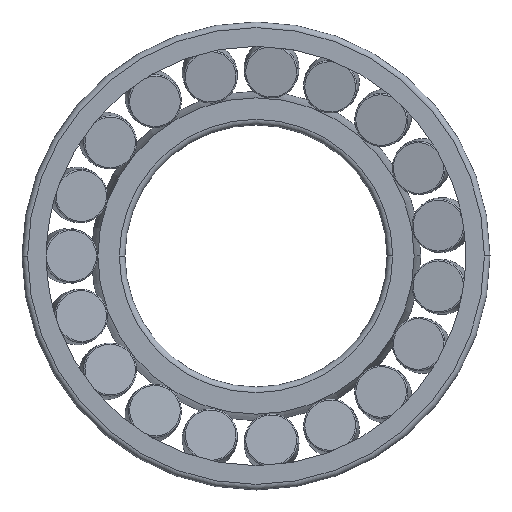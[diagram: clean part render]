
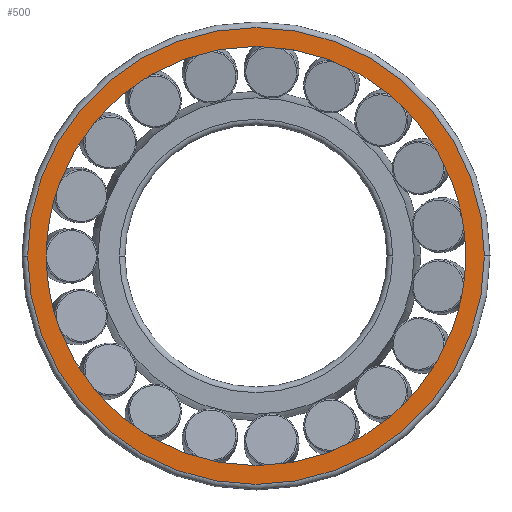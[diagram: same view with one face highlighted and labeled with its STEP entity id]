
A CAD part, left-side view. The second image highlights one B-rep face of the part: STEP entity #500.
In plain terms, the highlighted planar face has unit normal (-1, 0, 0).
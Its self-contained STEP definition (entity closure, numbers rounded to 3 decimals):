
#500=ADVANCED_FACE('',(#1320,#1321),#1322,.T.);
#1320=FACE_OUTER_BOUND('',#2534,.T.);
#1321=FACE_BOUND('',#2535,.T.);
#1322=PLANE('',#2536);
#2534=EDGE_LOOP('',(#3732,#3733));
#2535=EDGE_LOOP('',(#3734,#3735,#3736));
#2536=AXIS2_PLACEMENT_3D('',#3737,#3738,#3739);
#3732=ORIENTED_EDGE('',*,*,#6351,.F.);
#3733=ORIENTED_EDGE('',*,*,#6401,.F.);
#3734=ORIENTED_EDGE('',*,*,#6397,.T.);
#3735=ORIENTED_EDGE('',*,*,#6356,.T.);
#3736=ORIENTED_EDGE('',*,*,#6398,.T.);
#3737=CARTESIAN_POINT('',(0.0,0.,58.497));
#3738=DIRECTION('',(-1.0,-0.0,0.0));
#3739=DIRECTION('',(0.0,0.0,1.0));
#6351=EDGE_CURVE('',#7429,#7432,#7433,.T.);
#6356=EDGE_CURVE('',#7440,#7437,#7441,.T.);
#6397=EDGE_CURVE('',#7494,#7440,#7495,.T.);
#6398=EDGE_CURVE('',#7437,#7494,#7496,.T.);
#6401=EDGE_CURVE('',#7432,#7429,#7499,.T.);
#7429=VERTEX_POINT('',#8938);
#7432=VERTEX_POINT('',#8941);
#7433=CIRCLE('',#8942,61.);
#7437=VERTEX_POINT('',#8946);
#7440=VERTEX_POINT('',#8949);
#7441=CIRCLE('',#8950,55.994);
#7494=VERTEX_POINT('',#9211);
#7495=CIRCLE('',#9212,55.994);
#7496=CIRCLE('',#9213,55.994);
#7499=CIRCLE('',#9216,61.);
#8938=CARTESIAN_POINT('',(0.0,61.,0.));
#8941=CARTESIAN_POINT('',(0.0,-61.,0.));
#8942=AXIS2_PLACEMENT_3D('',#10657,#10658,#10659);
#8946=CARTESIAN_POINT('',(0.0,55.994,0.));
#8949=CARTESIAN_POINT('',(0.0,-55.994,0.));
#8950=AXIS2_PLACEMENT_3D('',#10669,#10670,#10671);
#9211=CARTESIAN_POINT('',(0.0,0.,55.994));
#9212=AXIS2_PLACEMENT_3D('',#10727,#10728,#10729);
#9213=AXIS2_PLACEMENT_3D('',#10730,#10731,#10732);
#9216=AXIS2_PLACEMENT_3D('',#10736,#10737,#10738);
#10657=CARTESIAN_POINT('',(0.0,0.0,0.0));
#10658=DIRECTION('',(1.0,0.0,-0.0));
#10659=DIRECTION('',(0.0,0.,1.0));
#10669=CARTESIAN_POINT('',(0.0,0.0,0.0));
#10670=DIRECTION('',(1.0,0.0,-0.0));
#10671=DIRECTION('',(0.0,0.,1.0));
#10727=CARTESIAN_POINT('',(0.0,0.0,0.0));
#10728=DIRECTION('',(1.0,0.0,-0.0));
#10729=DIRECTION('',(0.0,0.,1.0));
#10730=CARTESIAN_POINT('',(0.0,0.0,0.0));
#10731=DIRECTION('',(1.0,0.0,-0.0));
#10732=DIRECTION('',(0.0,0.,1.0));
#10736=CARTESIAN_POINT('',(0.0,0.0,0.0));
#10737=DIRECTION('',(1.0,0.0,-0.0));
#10738=DIRECTION('',(0.0,0.,1.0));
